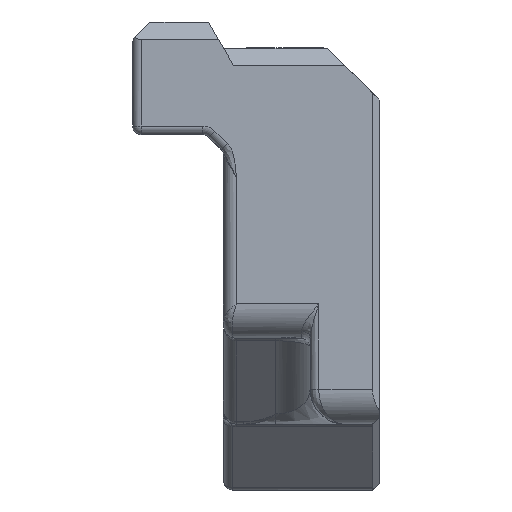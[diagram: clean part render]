
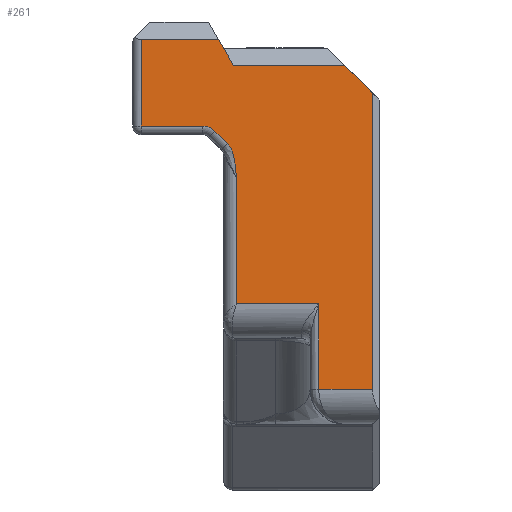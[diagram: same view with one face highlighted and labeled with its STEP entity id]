
A CAD part, front view. The second image highlights one B-rep face of the part: STEP entity #261.
In plain terms, the highlighted planar face has unit normal (0, -1, 0).
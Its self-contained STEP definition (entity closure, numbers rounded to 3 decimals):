
#94 = ORIENTED_EDGE ( 'NONE', *, *, #6945, .T. ) ;
#102 = ORIENTED_EDGE ( 'NONE', *, *, #6597, .T. ) ;
#143 = CIRCLE ( 'NONE', #7092, 1. ) ;
#157 = ORIENTED_EDGE ( 'NONE', *, *, #8069, .T. ) ;
#176 = CARTESIAN_POINT ( 'NONE',  ( -16.7, -6.25, 3.5 ) ) ;
#199 = EDGE_CURVE ( 'NONE', #2287, #701, #7307, .T. ) ;
#261 = ADVANCED_FACE ( 'NONE', ( #3342 ), #5561, .F. ) ;
#263 = LINE ( 'NONE', #360, #5825 ) ;
#278 = CARTESIAN_POINT ( 'NONE',  ( 3.5, -6.25, 13.75 ) ) ;
#286 = DIRECTION ( 'NONE',  ( 1., 0., 0. ) ) ;
#349 = DIRECTION ( 'NONE',  ( -0.707, 0., -0.707 ) ) ;
#360 = CARTESIAN_POINT ( 'NONE',  ( -13.75, -6.25, 8.25 ) ) ;
#376 = CARTESIAN_POINT ( 'NONE',  ( -2.525, -6.25, 8.768 ) ) ;
#396 = LINE ( 'NONE', #4574, #8719 ) ;
#479 = EDGE_CURVE ( 'NONE', #5482, #3601, #4070, .T. ) ;
#542 = CARTESIAN_POINT ( 'NONE',  ( 2., -6.25, 8.423 ) ) ;
#553 = CARTESIAN_POINT ( 'NONE',  ( 2., -6.25, 1.5 ) ) ;
#597 = EDGE_CURVE ( 'NONE', #8344, #6128, #4228, .T. ) ;
#662 = CARTESIAN_POINT ( 'NONE',  ( -2.5, -6.25, 10.207 ) ) ;
#695 = EDGE_CURVE ( 'NONE', #4898, #4500, #3038, .T. ) ;
#701 = VERTEX_POINT ( 'NONE', #895 ) ;
#895 = CARTESIAN_POINT ( 'NONE',  ( 0.4, -6.25, 0.4 ) ) ;
#951 = CARTESIAN_POINT ( 'NONE',  ( -56.5, -6.25, 0.4 ) ) ;
#1268 = ORIENTED_EDGE ( 'NONE', *, *, #4119, .T. ) ;
#1298 = DIRECTION ( 'NONE',  ( 0.866, 0., 0.5 ) ) ;
#1310 = VERTEX_POINT ( 'NONE', #6529 ) ;
#1412 = ORIENTED_EDGE ( 'NONE', *, *, #8112, .T. ) ;
#1754 = LINE ( 'NONE', #4677, #2558 ) ;
#1816 = DIRECTION ( 'NONE',  ( 0., 0., -1. ) ) ;
#1824 = VERTEX_POINT ( 'NONE', #2983 ) ;
#2019 = VECTOR ( 'NONE', #286, 1000. ) ;
#2036 = DIRECTION ( 'NONE',  ( -1., 0., 0. ) ) ;
#2067 = VERTEX_POINT ( 'NONE', #5659 ) ;
#2076 = VECTOR ( 'NONE', #349, 1000. ) ;
#2262 = VECTOR ( 'NONE', #8662, 1000. ) ;
#2286 = EDGE_CURVE ( 'NONE', #701, #8344, #8802, .T. ) ;
#2287 = VERTEX_POINT ( 'NONE', #5236 ) ;
#2448 = LINE ( 'NONE', #3276, #6514 ) ;
#2508 = CARTESIAN_POINT ( 'NONE',  ( -16.7, -6.25, 1.5 ) ) ;
#2555 = CARTESIAN_POINT ( 'NONE',  ( 3., -6.25, 9. ) ) ;
#2558 = VECTOR ( 'NONE', #3284, 1000. ) ;
#2696 = EDGE_CURVE ( 'NONE', #1824, #4898, #1754, .T. ) ;
#2961 = ORIENTED_EDGE ( 'NONE', *, *, #8134, .T. ) ;
#2983 = CARTESIAN_POINT ( 'NONE',  ( 3.5, -6.25, 9.289 ) ) ;
#3038 = LINE ( 'NONE', #6603, #3225 ) ;
#3153 = EDGE_CURVE ( 'NONE', #6128, #1824, #6534, .T. ) ;
#3190 = CARTESIAN_POINT ( 'NONE',  ( -16.7, -6.25, 3.5 ) ) ;
#3219 = CARTESIAN_POINT ( 'NONE',  ( -4.119, -6.25, 8.284 ) ) ;
#3225 = VECTOR ( 'NONE', #8723, 1000. ) ;
#3276 = CARTESIAN_POINT ( 'NONE',  ( -11.75, -6.25, 1.5 ) ) ;
#3284 = DIRECTION ( 'NONE',  ( 0., 0., 1. ) ) ;
#3342 = FACE_OUTER_BOUND ( 'NONE', #6621, .T. ) ;
#3358 = AXIS2_PLACEMENT_3D ( 'NONE', #9075, #4822, #2036 ) ;
#3568 = VECTOR ( 'NONE', #1816, 1000. ) ;
#3601 = VERTEX_POINT ( 'NONE', #3190 ) ;
#3874 = CARTESIAN_POINT ( 'NONE',  ( -2.795, -6.25, 8.557 ) ) ;
#3910 = VECTOR ( 'NONE', #1298, 1000. ) ;
#3968 = CARTESIAN_POINT ( 'NONE',  ( -2.647, -6.25, 8.646 ) ) ;
#4070 = LINE ( 'NONE', #176, #5149 ) ;
#4113 = CARTESIAN_POINT ( 'NONE',  ( -1.5, -6.25, 10.207 ) ) ;
#4119 = EDGE_CURVE ( 'NONE', #1310, #8677, #263, .T. ) ;
#4157 = CARTESIAN_POINT ( 'NONE',  ( -11.75, -6.25, 3.5 ) ) ;
#4228 = LINE ( 'NONE', #553, #5005 ) ;
#4236 = ORIENTED_EDGE ( 'NONE', *, *, #8230, .F. ) ;
#4500 = VERTEX_POINT ( 'NONE', #8948 ) ;
#4574 = CARTESIAN_POINT ( 'NONE',  ( -1.5, -6.25, 10. ) ) ;
#4677 = CARTESIAN_POINT ( 'NONE',  ( 3.5, -6.25, 14.25 ) ) ;
#4703 = ORIENTED_EDGE ( 'NONE', *, *, #479, .T. ) ;
#4822 = DIRECTION ( 'NONE',  ( 0., 1., 0. ) ) ;
#4898 = VERTEX_POINT ( 'NONE', #278 ) ;
#5005 = VECTOR ( 'NONE', #6163, 1000. ) ;
#5104 = CARTESIAN_POINT ( 'NONE',  ( 2., -6.25, 2. ) ) ;
#5149 = VECTOR ( 'NONE', #6134, 1000. ) ;
#5187 = ORIENTED_EDGE ( 'NONE', *, *, #695, .T. ) ;
#5236 = CARTESIAN_POINT ( 'NONE',  ( -16.7, -6.25, 0.4 ) ) ;
#5265 = DIRECTION ( 'NONE',  ( -1., 0., 0. ) ) ;
#5393 = CARTESIAN_POINT ( 'NONE',  ( -2.525, -6.25, 8.768 ) ) ;
#5440 = DIRECTION ( 'NONE',  ( 0., 0., -1. ) ) ;
#5482 = VERTEX_POINT ( 'NONE', #4157 ) ;
#5561 = PLANE ( 'NONE',  #3358 ) ;
#5575 = VERTEX_POINT ( 'NONE', #4113 ) ;
#5629 = ORIENTED_EDGE ( 'NONE', *, *, #3153, .T. ) ;
#5659 = CARTESIAN_POINT ( 'NONE',  ( -1.793, -6.25, 9.5 ) ) ;
#5825 = VECTOR ( 'NONE', #5265, 1000. ) ;
#5927 = CARTESIAN_POINT ( 'NONE',  ( 0., -6.25, 0. ) ) ;
#5945 = ORIENTED_EDGE ( 'NONE', *, *, #597, .T. ) ;
#5944 = CARTESIAN_POINT ( 'NONE',  ( -33.146, -6.25, -21.854 ) ) ;
#6023 = LINE ( 'NONE', #2508, #3568 ) ;
#6041 = CARTESIAN_POINT ( 'NONE',  ( -3.111, -6.25, 8.435 ) ) ;
#6094 = DIRECTION ( 'NONE',  ( 0., 0., -1. ) ) ;
#6128 = VERTEX_POINT ( 'NONE', #542 ) ;
#6131 = CARTESIAN_POINT ( 'NONE',  ( -3.277, -6.25, 8.4 ) ) ;
#6134 = DIRECTION ( 'NONE',  ( -1., 0., 0. ) ) ;
#6144 = ORIENTED_EDGE ( 'NONE', *, *, #2286, .T. ) ;
#6163 = DIRECTION ( 'NONE',  ( 0., 0., 1. ) ) ;
#6514 = VECTOR ( 'NONE', #6094, 1000. ) ;
#6529 = CARTESIAN_POINT ( 'NONE',  ( -4.457, -6.25, 8.25 ) ) ;
#6534 = LINE ( 'NONE', #2555, #3910 ) ;
#6575 = ORIENTED_EDGE ( 'NONE', *, *, #2696, .T. ) ;
#6597 = EDGE_CURVE ( 'NONE', #3601, #2287, #6023, .T. ) ;
#6599 = B_SPLINE_CURVE_WITH_KNOTS ( 'NONE', 3,
 ( #5393, #3968, #3874, #6041, #6131, #8775, #6692, #3219, #8080, #7528 ),
 .UNSPECIFIED., .F., .F.,
 ( 4, 2, 2, 2, 4 ),
 ( 0., 0.001, 0.001, 0.002, 0.002 ),
 .UNSPECIFIED. ) ;
#6603 = CARTESIAN_POINT ( 'NONE',  ( -56.5, -6.25, 13.75 ) ) ;
#6621 = EDGE_LOOP ( 'NONE', ( #94, #4703, #102, #8435, #6144, #5945, #5629, #6575, #5187, #1412, #4236, #157, #2961, #1268 ) ) ;
#6692 = CARTESIAN_POINT ( 'NONE',  ( -3.781, -6.25, 8.322 ) ) ;
#6754 = CARTESIAN_POINT ( 'NONE',  ( -11.75, -6.25, 8.25 ) ) ;
#6945 = EDGE_CURVE ( 'NONE', #8677, #5482, #2448, .T. ) ;
#7092 = AXIS2_PLACEMENT_3D ( 'NONE', #662, #9105, #8451 ) ;
#7307 = LINE ( 'NONE', #951, #2019 ) ;
#7528 = CARTESIAN_POINT ( 'NONE',  ( -4.457, -6.25, 8.25 ) ) ;
#7635 = VERTEX_POINT ( 'NONE', #376 ) ;
#8069 = EDGE_CURVE ( 'NONE', #2067, #7635, #8589, .T. ) ;
#8080 = CARTESIAN_POINT ( 'NONE',  ( -4.289, -6.25, 8.267 ) ) ;
#8112 = EDGE_CURVE ( 'NONE', #4500, #5575, #396, .T. ) ;
#8134 = EDGE_CURVE ( 'NONE', #7635, #1310, #6599, .T. ) ;
#8230 = EDGE_CURVE ( 'NONE', #2067, #5575, #143, .T. ) ;
#8344 = VERTEX_POINT ( 'NONE', #5104 ) ;
#8435 = ORIENTED_EDGE ( 'NONE', *, *, #199, .T. ) ;
#8451 = DIRECTION ( 'NONE',  ( -1., 0., 0. ) ) ;
#8589 = LINE ( 'NONE', #5944, #2076 ) ;
#8662 = DIRECTION ( 'NONE',  ( 0.707, 0., 0.707 ) ) ;
#8677 = VERTEX_POINT ( 'NONE', #6754 ) ;
#8719 = VECTOR ( 'NONE', #5440, 1000. ) ;
#8723 = DIRECTION ( 'NONE',  ( -1., 0., 0. ) ) ;
#8775 = CARTESIAN_POINT ( 'NONE',  ( -3.612, -6.25, 8.343 ) ) ;
#8802 = LINE ( 'NONE', #5927, #2262 ) ;
#8948 = CARTESIAN_POINT ( 'NONE',  ( -1.5, -6.25, 13.75 ) ) ;
#9075 = CARTESIAN_POINT ( 'NONE',  ( -56.5, -6.25, 1.5 ) ) ;
#9105 = DIRECTION ( 'NONE',  ( 0., -1., 0. ) ) ;
